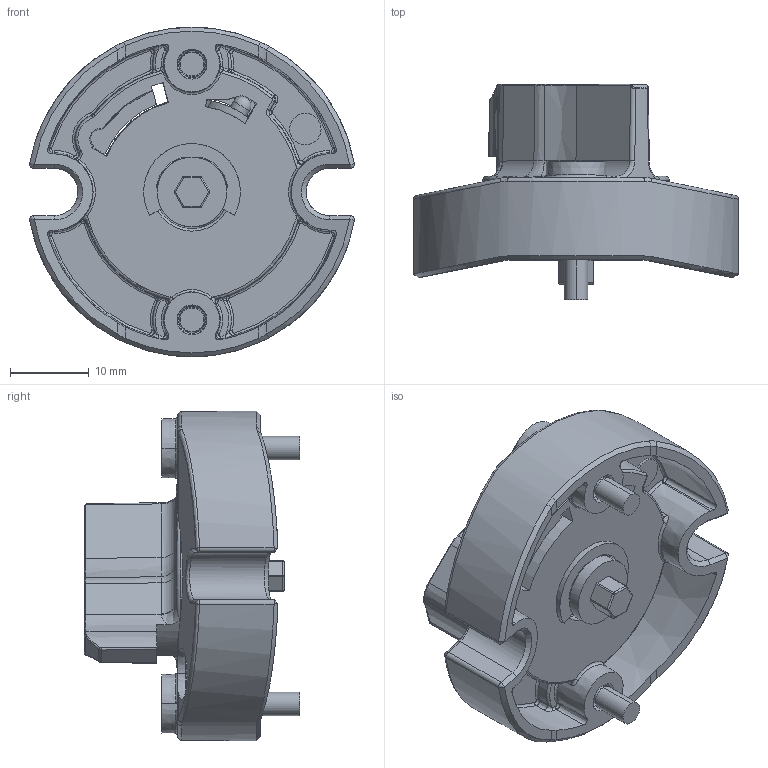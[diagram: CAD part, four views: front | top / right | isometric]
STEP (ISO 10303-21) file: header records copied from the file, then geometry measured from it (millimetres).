
FILE_DESCRIPTION((''),'2;1');
FILE_NAME('220715_ASM','2021-04-19T15:04:31',('PDMAdmin'),('BANNER ENGINEERING'),'CREO PARAMETRIC BY PTC INC, 2019292','CREO PARAMETRIC BY PTC INC, 2019292','');
FILE_SCHEMA(('CONFIG_CONTROL_DESIGN'));
Length unit declared in the file: millimetre
Products named in the file (2): 220715; 220715_ASM
Assembly tree (1 placements, depth 2):
  220715_ASM
    220715
Bounding box: 41.3 x 27.35 x 41.9 mm (x, y, z)
Volume: 9810 mm3; surface area: 9275.6 mm2
Topology: 1 solids, 1 shells, 906 faces, 2485 edges, 1590 vertices
Faces by surface type: plane 219, extrusion 185, cylinder 179, bspline 122, torus 117, cone 68, sphere 16
Entity records: 38819 total; most frequent: CARTESIAN_POINT 17180, ORIENTED_EDGE 4930, DIRECTION 3878, EDGE_CURVE 2465, VERTEX_POINT 1590, AXIS2_PLACEMENT_3D 1424, VECTOR 1030, B_SPLINE_CURVE_WITH_KNOTS 983
